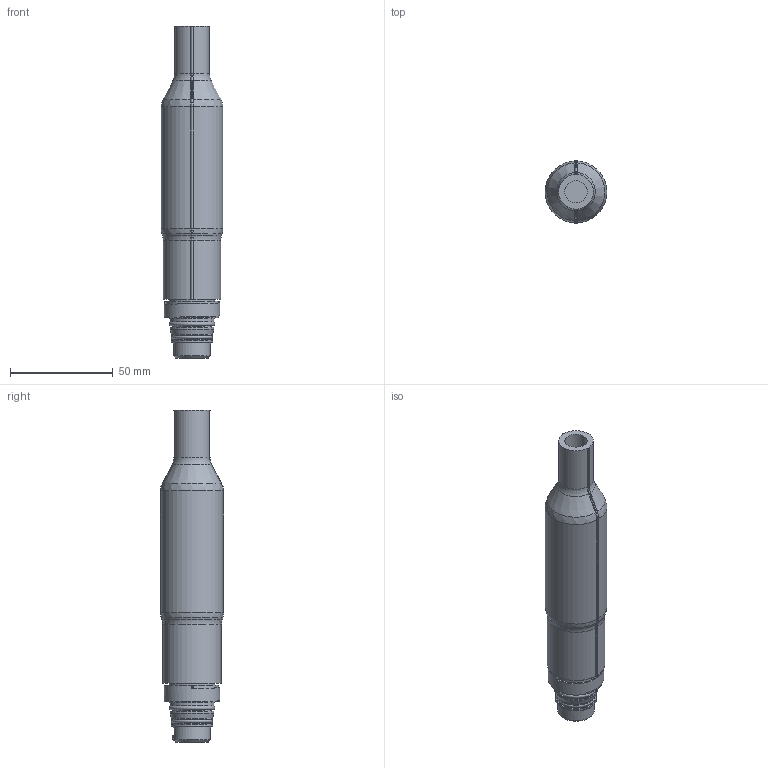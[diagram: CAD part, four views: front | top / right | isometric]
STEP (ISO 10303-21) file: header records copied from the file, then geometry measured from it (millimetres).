
FILE_DESCRIPTION(/* description */ (''),/* implementation_level */ '2;1');
FILE_NAME(/* name */ 'CCR-A.stp',/* time_stamp */ '2021-12-20T14:13:13+01:00',/* author */ ('sh'),/* organization */ (''),/* preprocessor_version */ 'ST-DEVELOPER v17.2',/* originating_system */ 'Autodesk Inventor 2019',/* authorisation */ '');
FILE_SCHEMA (('AUTOMOTIVE_DESIGN { 1 0 10303 214 3 1 1 }'));
Length unit declared in the file: millimetre
Products named in the file (1): CCR-A
Bounding box: 30 x 30.8 x 161.5 mm (x, y, z)
Volume: 83094.3 mm3; surface area: 16711.9 mm2
Topology: 1 solids, 1 shells, 312 faces, 782 edges, 501 vertices
Faces by surface type: plane 116, bspline 103, cylinder 56, torus 28, cone 9
Full cylindrical faces by diameter (mm): 1.9 x2, 2.7 x4, 10.9 x1, 13.34 x1, 13.35 x1, 13.5 x1, 17.8 x1, 18 x1, 19 x2, 20 x2, 21.4 x2, 22 x1, 27 x1
Entity records: 11763 total; most frequent: CARTESIAN_POINT 4421, ORIENTED_EDGE 1564, DIRECTION 1224, EDGE_CURVE 782, VERTEX_POINT 501, AXIS2_PLACEMENT_3D 443, EDGE_LOOP 343, LINE 338
